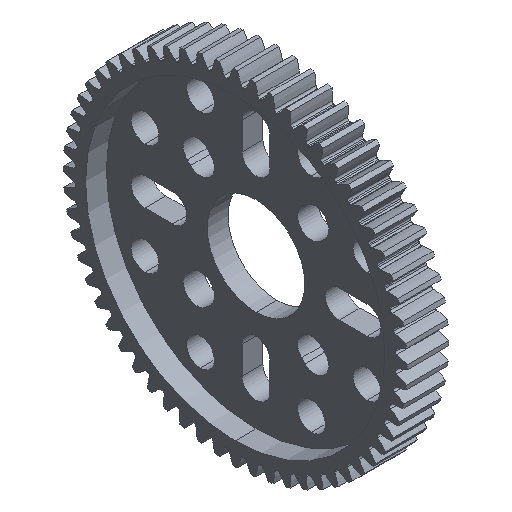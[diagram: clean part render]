
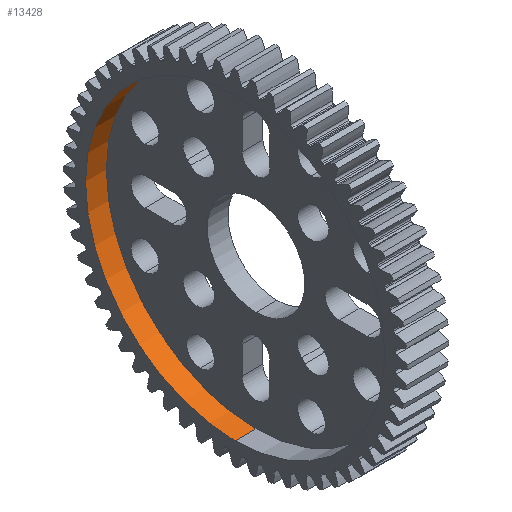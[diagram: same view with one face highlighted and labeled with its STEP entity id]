
A CAD part, isometric view. The second image highlights one B-rep face of the part: STEP entity #13428.
In plain terms, the highlighted cylindrical face has radius 21.574 mm (diameter 43.149 mm), a partial arc.
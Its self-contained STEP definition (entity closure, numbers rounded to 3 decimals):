
#456 = DIRECTION ( 'NONE',  ( 1., 0., 0. ) ) ;
#1142 = EDGE_CURVE ( 'NONE', #13534, #14393, #2521, .T. ) ;
#1232 = DIRECTION ( 'NONE',  ( 0., 0., -1. ) ) ;
#1667 = VECTOR ( 'NONE', #456, 1000. ) ;
#1946 = CARTESIAN_POINT ( 'NONE',  ( -4.5, 0., -21.574 ) ) ;
#1987 = DIRECTION ( 'NONE',  ( 0., 0., 1. ) ) ;
#2100 = FACE_OUTER_BOUND ( 'NONE', #7186, .T. ) ;
#2521 = CIRCLE ( 'NONE', #11106, 21.574 ) ;
#2812 = EDGE_CURVE ( 'NONE', #9161, #13534, #17142, .T. ) ;
#3693 = ORIENTED_EDGE ( 'NONE', *, *, #1142, .T. ) ;
#4192 = DIRECTION ( 'NONE',  ( 1., 0., 0. ) ) ;
#4850 = AXIS2_PLACEMENT_3D ( 'NONE', #5091, #14233, #1987 ) ;
#5023 = CARTESIAN_POINT ( 'NONE',  ( -1.5, 0., 21.574 ) ) ;
#5091 = CARTESIAN_POINT ( 'NONE',  ( -4.5, 0., 0. ) ) ;
#5260 = CARTESIAN_POINT ( 'NONE',  ( -4.5, 0., -21.574 ) ) ;
#5328 = ORIENTED_EDGE ( 'NONE', *, *, #10524, .F. ) ;
#5797 = CARTESIAN_POINT ( 'NONE',  ( -4.5, 0., 0. ) ) ;
#6201 = CARTESIAN_POINT ( 'NONE',  ( -4.5, 0., 21.574 ) ) ;
#6497 = ORIENTED_EDGE ( 'NONE', *, *, #2812, .T. ) ;
#6908 = CIRCLE ( 'NONE', #4850, 21.574 ) ;
#7186 = EDGE_LOOP ( 'NONE', ( #5328, #10904, #6497, #3693 ) ) ;
#8439 = DIRECTION ( 'NONE',  ( 1., 0., 0. ) ) ;
#9161 = VERTEX_POINT ( 'NONE', #1946 ) ;
#9520 = EDGE_CURVE ( 'NONE', #13486, #9161, #6908, .T. ) ;
#10524 = EDGE_CURVE ( 'NONE', #13486, #14393, #17052, .T. ) ;
#10904 = ORIENTED_EDGE ( 'NONE', *, *, #9520, .T. ) ;
#11106 = AXIS2_PLACEMENT_3D ( 'NONE', #12870, #8439, #17355 ) ;
#12870 = CARTESIAN_POINT ( 'NONE',  ( -1.5, 0., 0. ) ) ;
#13347 = VECTOR ( 'NONE', #17352, 1000. ) ;
#13428 = ADVANCED_FACE ( 'NONE', ( #2100 ), #17704, .F. ) ;
#13486 = VERTEX_POINT ( 'NONE', #6201 ) ;
#13534 = VERTEX_POINT ( 'NONE', #15384 ) ;
#14233 = DIRECTION ( 'NONE',  ( -1., 0., 0. ) ) ;
#14393 = VERTEX_POINT ( 'NONE', #5023 ) ;
#15384 = CARTESIAN_POINT ( 'NONE',  ( -1.5, 0., -21.574 ) ) ;
#15559 = CARTESIAN_POINT ( 'NONE',  ( -4.5, 0., 21.574 ) ) ;
#16103 = AXIS2_PLACEMENT_3D ( 'NONE', #5797, #4192, #1232 ) ;
#17052 = LINE ( 'NONE', #15559, #1667 ) ;
#17142 = LINE ( 'NONE', #5260, #13347 ) ;
#17352 = DIRECTION ( 'NONE',  ( 1., 0., 0. ) ) ;
#17355 = DIRECTION ( 'NONE',  ( 0., 0., 1. ) ) ;
#17704 = CYLINDRICAL_SURFACE ( 'NONE', #16103, 21.574 ) ;
